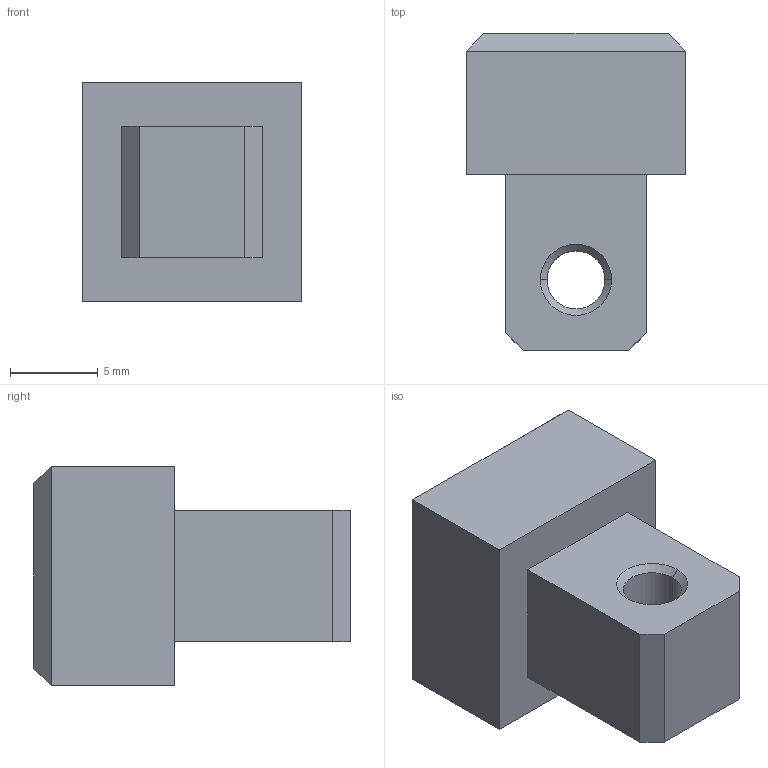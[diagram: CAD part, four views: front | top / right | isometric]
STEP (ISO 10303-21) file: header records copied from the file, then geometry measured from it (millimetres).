
FILE_DESCRIPTION (( 'STEP AP214' ), '1' );
FILE_NAME ('OM-010-010-120_01.STEP', '2024-10-14T14:21:50', ( '' ), ( '' ), 'SwSTEP 2.0', 'SolidWorks 2022', '' );
FILE_SCHEMA (( 'AUTOMOTIVE_DESIGN' ));
Length unit declared in the file: millimetre
Products named in the file (1): OM-010-010-120_01
Bounding box: 12.5 x 18 x 12.5 mm (x, y, z)
Volume: 1664.8 mm3; surface area: 1142.3 mm2
Topology: 1 solids, 1 shells, 27 faces, 62 edges, 37 vertices
Faces by surface type: plane 17, cone 6, cylinder 4
Entity records: 816 total; most frequent: DIRECTION 128, CARTESIAN_POINT 125, ORIENTED_EDGE 120, EDGE_CURVE 60, VECTOR 48, LINE 48, AXIS2_PLACEMENT_3D 40, VERTEX_POINT 37
